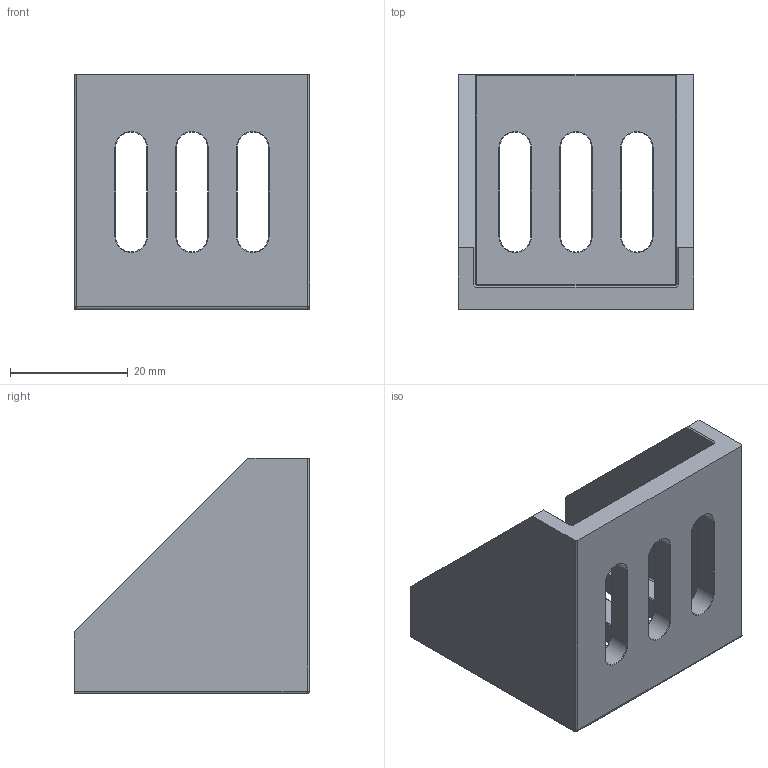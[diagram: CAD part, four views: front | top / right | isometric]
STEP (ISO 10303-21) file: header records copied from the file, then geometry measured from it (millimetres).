
FILE_DESCRIPTION( ( 'Unknown' ), '1' );
FILE_NAME( 'Aluminium corner bracket 40x40.stp', 'Unknown', ( 'Unknown' ), ( 'Unknown' ), 'PSStep 16.0.42', 'Unknown', ' ' );
FILE_SCHEMA( ( 'AUTOMOTIVE_DESIGN { 1 0 10303 214 1 1 1 1 }' ) );
Length unit declared in the file: millimetre
Products named in the file (1): 1
Bounding box: 40 x 40 x 40 mm (x, y, z)
Volume: 14612.9 mm3; surface area: 10159.1 mm2
Topology: 1 solids, 1 shells, 111 faces, 262 edges, 150 vertices
Faces by surface type: cylinder 41, plane 41, torus 24, bspline 5
Entity records: 4401 total; most frequent: CARTESIAN_POINT 914, DIRECTION 572, ORIENTED_EDGE 518, EDGE_CURVE 259, AXIS2_PLACEMENT_3D 214, VERTEX_POINT 150, LINE 144, VECTOR 144
